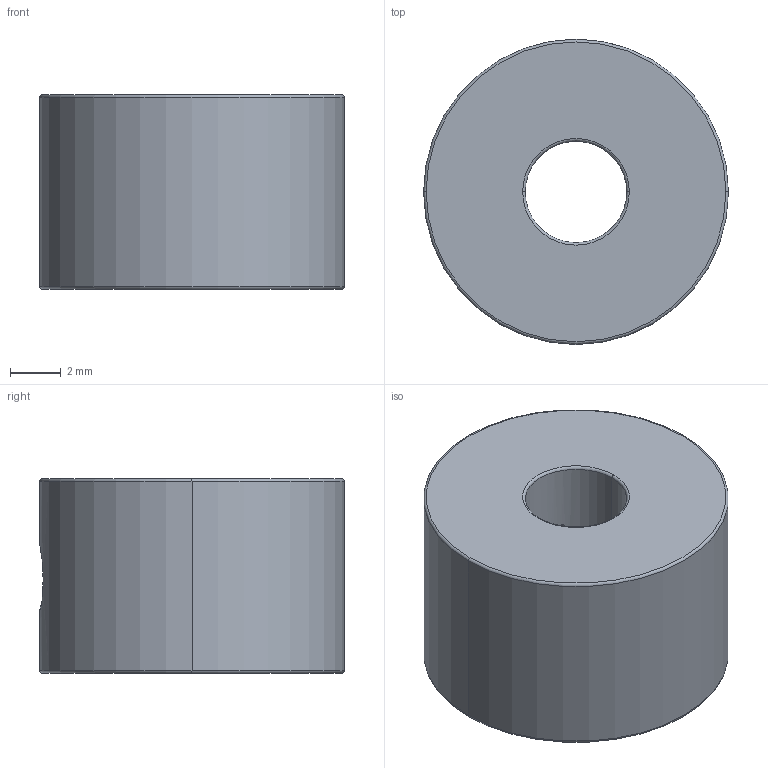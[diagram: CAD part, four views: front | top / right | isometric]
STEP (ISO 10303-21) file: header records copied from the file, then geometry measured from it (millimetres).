
FILE_DESCRIPTION (( 'STEP AP214' ), '1' );
FILE_NAME ('08-0003.step', '2020-04-06T07:09:02', ( '' ), ( '' ), 'SwSTEP 2.0', 'SolidWorks 2020', '' );
FILE_SCHEMA (( 'AUTOMOTIVE_DESIGN' ));
Length unit declared in the file: millimetre
Products named in the file (1): 08-0003
Bounding box: 12 x 12 x 7.65 mm (x, y, z)
Volume: 745.4 mm3; surface area: 627.1 mm2
Topology: 1 solids, 1 shells, 42 faces, 112 edges, 72 vertices
Faces by surface type: cylinder 23, bspline 9, torus 8, plane 2
Entity records: 4777 total; most frequent: CARTESIAN_POINT 3882, ORIENTED_EDGE 224, DIRECTION 136, EDGE_CURVE 112, VERTEX_POINT 72, AXIS2_PLACEMENT_3D 58, EDGE_LOOP 46, FACE_OUTER_BOUND 42
